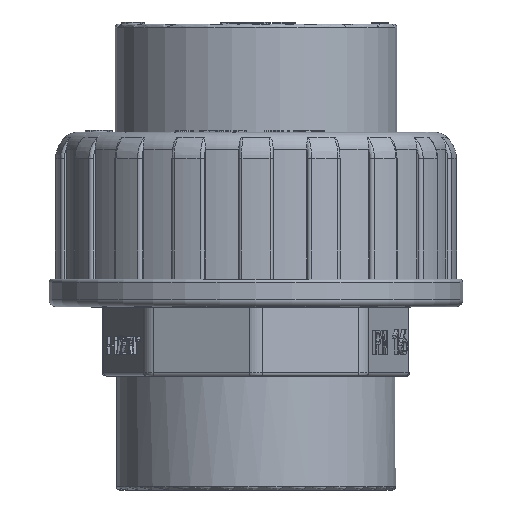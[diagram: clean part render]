
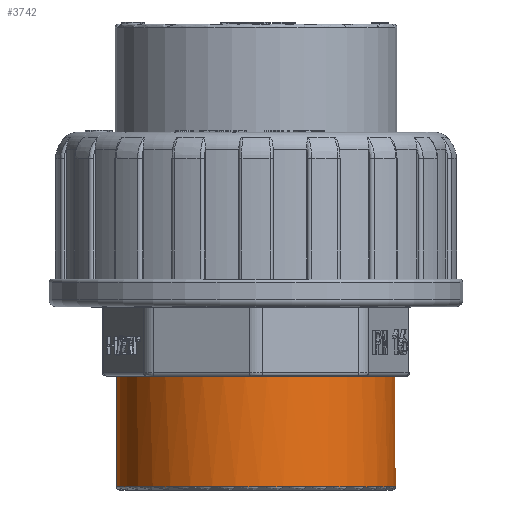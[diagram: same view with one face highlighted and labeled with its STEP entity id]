
A CAD part, front view. The second image highlights one B-rep face of the part: STEP entity #3742.
In plain terms, the highlighted cylindrical face has radius 20.25 mm (diameter 40.5 mm), a full revolution.
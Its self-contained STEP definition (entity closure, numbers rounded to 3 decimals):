
#349=CYLINDRICAL_SURFACE('',#38202,20.25);
#3742=ADVANCED_FACE('',(#6734,#6735),#349,.T.);
#5814=CIRCLE('',#38168,20.25);
#5817=CIRCLE('',#38172,20.25);
#5818=CIRCLE('',#38174,20.25);
#5821=CIRCLE('',#38178,20.25);
#5823=CIRCLE('',#38181,20.25);
#5824=CIRCLE('',#38183,20.25);
#5827=CIRCLE('',#38187,20.25);
#5838=CIRCLE('',#38200,20.25);
#5839=CIRCLE('',#38201,20.25);
#6734=FACE_BOUND('',#8456,.T.);
#6735=FACE_BOUND('',#8457,.T.);
#8456=EDGE_LOOP('',(#17844));
#8457=EDGE_LOOP('',(#17845,#17846,#17847,#17848,#17849,#17850,#17851,#17852));
#17844=ORIENTED_EDGE('',*,*,#27238,.T.);
#17845=ORIENTED_EDGE('',*,*,#27202,.F.);
#17846=ORIENTED_EDGE('',*,*,#27214,.F.);
#17847=ORIENTED_EDGE('',*,*,#27239,.F.);
#17848=ORIENTED_EDGE('',*,*,#27220,.F.);
#17849=ORIENTED_EDGE('',*,*,#27212,.F.);
#17850=ORIENTED_EDGE('',*,*,#27208,.F.);
#17851=ORIENTED_EDGE('',*,*,#27200,.F.);
#17852=ORIENTED_EDGE('',*,*,#27194,.F.);
#22277=VERTEX_POINT('',#62961);
#22278=VERTEX_POINT('',#62962);
#22283=VERTEX_POINT('',#62974);
#22284=VERTEX_POINT('',#62978);
#22289=VERTEX_POINT('',#62990);
#22292=VERTEX_POINT('',#62998);
#22293=VERTEX_POINT('',#63002);
#22298=VERTEX_POINT('',#63014);
#22311=VERTEX_POINT('',#63067);
#27194=EDGE_CURVE('',#22277,#22278,#5814,.T.);
#27200=EDGE_CURVE('',#22278,#22283,#5817,.T.);
#27202=EDGE_CURVE('',#22284,#22277,#5818,.T.);
#27208=EDGE_CURVE('',#22283,#22289,#5821,.T.);
#27212=EDGE_CURVE('',#22289,#22292,#5823,.T.);
#27214=EDGE_CURVE('',#22293,#22284,#5824,.T.);
#27220=EDGE_CURVE('',#22292,#22298,#5827,.T.);
#27238=EDGE_CURVE('',#22311,#22311,#5838,.T.);
#27239=EDGE_CURVE('',#22298,#22293,#5839,.T.);
#38168=AXIS2_PLACEMENT_3D('',#62960,#45952,#45953);
#38172=AXIS2_PLACEMENT_3D('',#62973,#45963,#45964);
#38174=AXIS2_PLACEMENT_3D('',#62977,#45968,#45969);
#38178=AXIS2_PLACEMENT_3D('',#62989,#45979,#45980);
#38181=AXIS2_PLACEMENT_3D('',#62997,#45987,#45988);
#38183=AXIS2_PLACEMENT_3D('',#63001,#45992,#45993);
#38187=AXIS2_PLACEMENT_3D('',#63013,#46003,#46004);
#38200=AXIS2_PLACEMENT_3D('',#63066,#46034,#46035);
#38201=AXIS2_PLACEMENT_3D('',#63068,#46036,#46037);
#38202=AXIS2_PLACEMENT_3D('',#63069,#46038,#46039);
#45952=DIRECTION('',(0.,0.,1.));
#45953=DIRECTION('',(-0.924,-0.383,0.));
#45963=DIRECTION('',(0.,0.,1.));
#45964=DIRECTION('',(-0.924,-0.383,0.));
#45968=DIRECTION('',(0.,0.,1.));
#45969=DIRECTION('',(-0.924,-0.383,0.));
#45979=DIRECTION('',(0.,0.,1.));
#45980=DIRECTION('',(-0.924,-0.383,0.));
#45987=DIRECTION('',(0.,0.,1.));
#45988=DIRECTION('',(-0.924,-0.383,0.));
#45992=DIRECTION('',(0.,0.,1.));
#45993=DIRECTION('',(-0.924,-0.383,0.));
#46003=DIRECTION('',(0.,0.,1.));
#46004=DIRECTION('',(-0.924,-0.383,0.));
#46034=DIRECTION('',(0.,0.,1.));
#46035=DIRECTION('',(1.,0.,0.));
#46036=DIRECTION('',(0.,0.,1.));
#46037=DIRECTION('',(-0.924,-0.383,0.));
#46038=DIRECTION('',(0.,0.,-1.));
#46039=DIRECTION('',(-0.924,-0.383,0.));
#62960=CARTESIAN_POINT('',(0.,134.,-14.1));
#62961=CARTESIAN_POINT('',(-7.749,115.291,-14.1));
#62962=CARTESIAN_POINT('',(7.749,115.291,-14.1));
#62973=CARTESIAN_POINT('',(0.,134.,-14.1));
#62974=CARTESIAN_POINT('',(18.709,126.251,-14.1));
#62977=CARTESIAN_POINT('',(0.,134.,-14.1));
#62978=CARTESIAN_POINT('',(-18.709,126.251,-14.1));
#62989=CARTESIAN_POINT('',(0.,134.,-14.1));
#62990=CARTESIAN_POINT('',(18.709,141.749,-14.1));
#62997=CARTESIAN_POINT('',(0.,134.,-14.1));
#62998=CARTESIAN_POINT('',(7.749,152.709,-14.1));
#63001=CARTESIAN_POINT('',(0.,134.,-14.1));
#63002=CARTESIAN_POINT('',(-18.709,141.749,-14.1));
#63013=CARTESIAN_POINT('',(0.,134.,-14.1));
#63014=CARTESIAN_POINT('',(-7.749,152.709,-14.1));
#63066=CARTESIAN_POINT('',(0.,134.,-30.1));
#63067=CARTESIAN_POINT('',(20.25,134.,-30.1));
#63068=CARTESIAN_POINT('',(0.,134.,-14.1));
#63069=CARTESIAN_POINT('',(0.,134.,-24.1));
